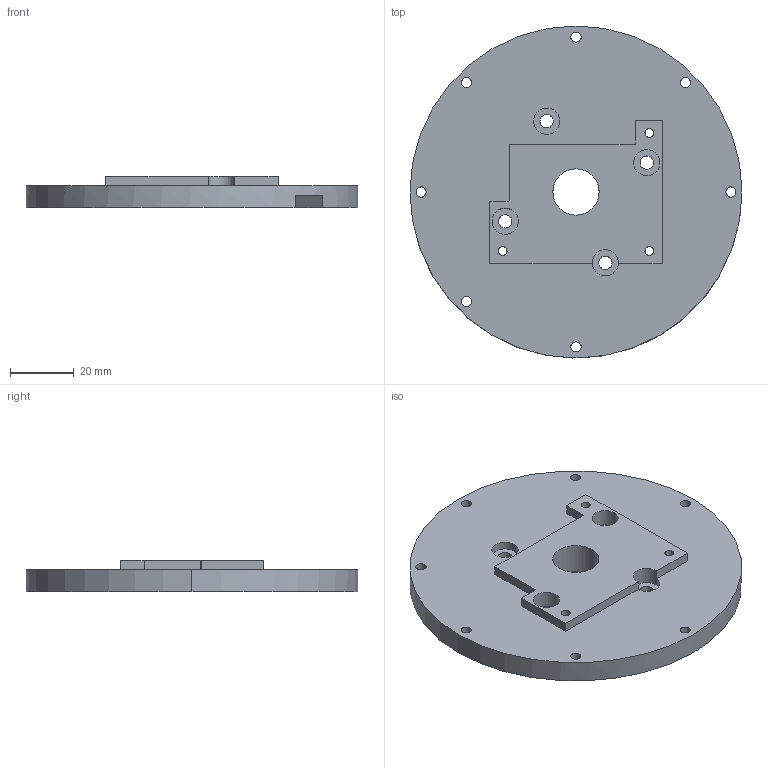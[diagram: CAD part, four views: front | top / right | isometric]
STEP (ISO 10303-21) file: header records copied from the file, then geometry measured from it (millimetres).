
FILE_DESCRIPTION (( 'STEP AP214' ), '1' );
FILE_NAME ('J2_bottom_lid.STEP', '2021-04-07T09:51:28', ( '' ), ( '' ), 'SwSTEP 2.0', 'SolidWorks 2020', '' );
FILE_SCHEMA (( 'AUTOMOTIVE_DESIGN' ));
Length unit declared in the file: millimetre
Products named in the file (1): J2_bottom_lid
Bounding box: 104 x 104 x 10 mm (x, y, z)
Volume: 61156.1 mm3; surface area: 21293.2 mm2
Topology: 1 solids, 1 shells, 61 faces, 165 edges, 110 vertices
Faces by surface type: cylinder 41, plane 20
Entity records: 2059 total; most frequent: DIRECTION 375, CARTESIAN_POINT 337, ORIENTED_EDGE 330, EDGE_CURVE 165, AXIS2_PLACEMENT_3D 148, VERTEX_POINT 110, EDGE_LOOP 95, CIRCLE 86
